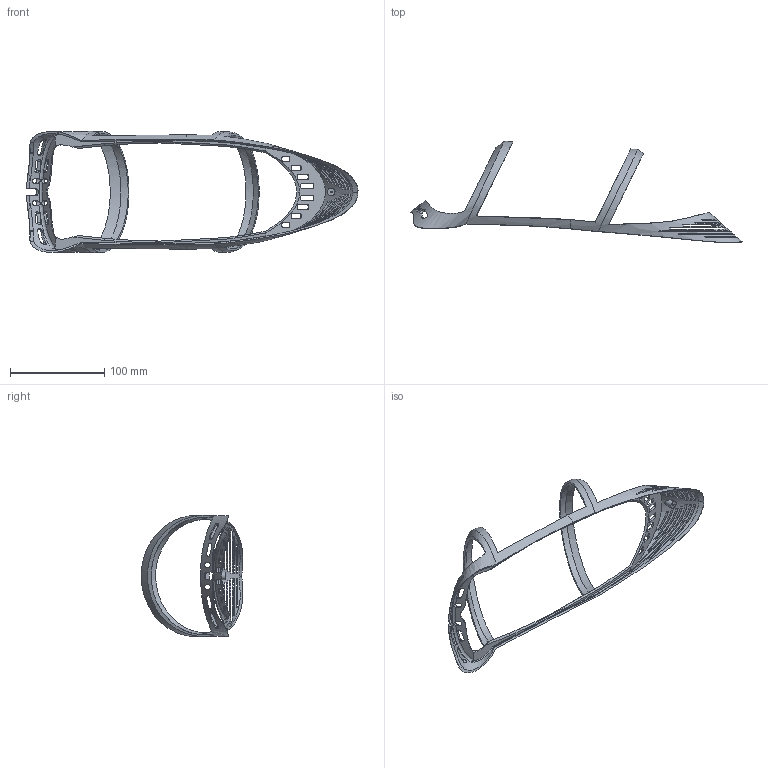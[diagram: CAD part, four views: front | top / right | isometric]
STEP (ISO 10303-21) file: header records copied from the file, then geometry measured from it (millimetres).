
FILE_DESCRIPTION (( 'STEP AP214' ), '1' );
FILE_NAME ('組裔.STEP', '2023-07-05T14:55:42', ( '' ), ( '' ), 'SwSTEP 2.0', 'SolidWorks 2018', '' );
FILE_SCHEMA (( 'AUTOMOTIVE_DESIGN' ));
Length unit declared in the file: millimetre
Products named in the file (1): 組裔
Bounding box: 351.94 x 107.67 x 128.3 mm (x, y, z)
Volume: 47748 mm3; surface area: 58591.8 mm2
Topology: 1 solids, 1 shells, 295 faces, 887 edges, 586 vertices
Faces by surface type: plane 120, bspline 98, cylinder 70, cone 5, sphere 2
Entity records: 26822 total; most frequent: CARTESIAN_POINT 19758, ORIENTED_EDGE 1770, EDGE_CURVE 885, DIRECTION 853, VERTEX_POINT 586, B_SPLINE_CURVE_WITH_KNOTS 428, EDGE_LOOP 361, FACE_OUTER_BOUND 295
